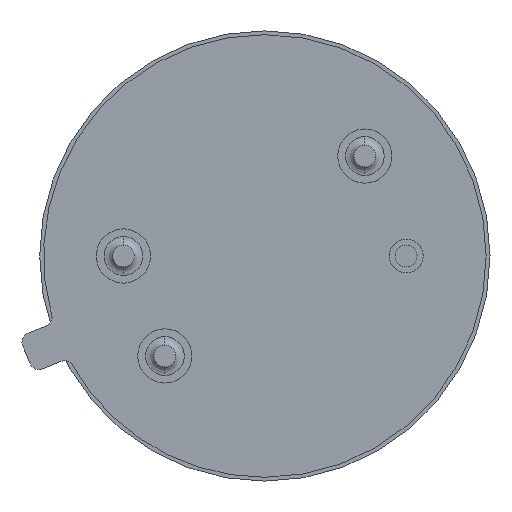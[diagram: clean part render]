
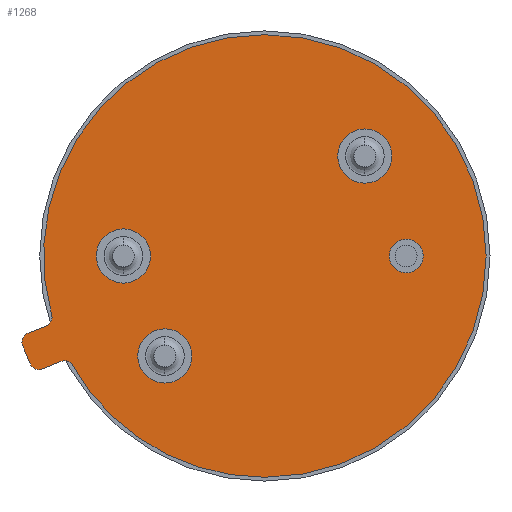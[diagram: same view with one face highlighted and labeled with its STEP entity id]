
A CAD part, front view. The second image highlights one B-rep face of the part: STEP entity #1268.
In plain terms, the highlighted planar face has unit normal (0, -1, 0).
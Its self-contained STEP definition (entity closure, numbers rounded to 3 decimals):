
#735=CARTESIAN_POINT('',(0.,0.,0.));
#736=DIRECTION('',(0.,-1.,0.));
#737=DIRECTION('',(0.,0.,1.));
#738=AXIS2_PLACEMENT_3D('',#735,#736,#737);
#740=CARTESIAN_POINT('',(0.,0.,0.));
#741=DIRECTION('',(0.,-1.,0.));
#742=DIRECTION('',(0.,0.,-1.));
#743=AXIS2_PLACEMENT_3D('',#740,#741,#742);
#745=CARTESIAN_POINT('',(0.,0.,0.));
#746=DIRECTION('',(0.,-1.,0.));
#747=DIRECTION('',(-0.874,0.,-0.486));
#748=AXIS2_PLACEMENT_3D('',#745,#746,#747);
#750=CARTESIAN_POINT('',(-4.135,0.,-2.362));
#751=DIRECTION('',(0.,1.,0.));
#752=DIRECTION('',(0.,0.,1.));
#753=AXIS2_PLACEMENT_3D('',#750,#751,#752);
#755=CARTESIAN_POINT('',(-4.135,0.,-2.362));
#756=DIRECTION('',(0.,1.,0.));
#757=DIRECTION('',(-0.382,0.,0.924));
#758=AXIS2_PLACEMENT_3D('',#755,#756,#757);
#760=DIRECTION('',(0.924,0.,0.382));
#761=VECTOR('',#760,0.406);
#762=CARTESIAN_POINT('',(-4.586,0.,-2.333));
#763=LINE('',#762,#761);
#764=CARTESIAN_POINT('',(-4.663,0.,-2.148));
#765=DIRECTION('',(0.,-1.,0.));
#766=DIRECTION('',(0.,0.,-1.));
#767=AXIS2_PLACEMENT_3D('',#764,#765,#766);
#769=CARTESIAN_POINT('',(-4.663,0.,-2.148));
#770=DIRECTION('',(0.,-1.,0.));
#771=DIRECTION('',(-0.924,0.,-0.383));
#772=AXIS2_PLACEMENT_3D('',#769,#770,#771);
#774=DIRECTION('',(0.383,0.,-0.924));
#775=VECTOR('',#774,0.399);
#776=CARTESIAN_POINT('',(-5.,0.,-1.856));
#777=LINE('',#776,#775);
#778=CARTESIAN_POINT('',(-4.816,0.,-1.78));
#779=DIRECTION('',(0.,-1.,0.));
#780=DIRECTION('',(-0.376,0.,0.927));
#781=AXIS2_PLACEMENT_3D('',#778,#779,#780);
#783=DIRECTION('',(-0.927,0.,-0.376));
#784=VECTOR('',#783,0.403);
#785=CARTESIAN_POINT('',(-4.517,0.,-1.443));
#786=LINE('',#785,#784);
#787=CARTESIAN_POINT('',(-4.592,0.,-1.257));
#788=DIRECTION('',(0.,1.,0.));
#789=DIRECTION('',(1.,0.,-0.022));
#790=AXIS2_PLACEMENT_3D('',#787,#788,#789);
#792=CARTESIAN_POINT('',(2.065,0.,2.065));
#793=DIRECTION('',(0.,1.,0.));
#794=DIRECTION('',(0.,0.,1.));
#795=AXIS2_PLACEMENT_3D('',#792,#793,#794);
#797=CARTESIAN_POINT('',(2.065,0.,2.065));
#798=DIRECTION('',(0.,1.,0.));
#799=DIRECTION('',(0.,0.,-1.));
#800=AXIS2_PLACEMENT_3D('',#797,#798,#799);
#802=CARTESIAN_POINT('',(-2.065,0.,-2.065));
#803=DIRECTION('',(0.,1.,0.));
#804=DIRECTION('',(0.,0.,1.));
#805=AXIS2_PLACEMENT_3D('',#802,#803,#804);
#807=CARTESIAN_POINT('',(-2.065,0.,-2.065));
#808=DIRECTION('',(0.,1.,0.));
#809=DIRECTION('',(0.,0.,-1.));
#810=AXIS2_PLACEMENT_3D('',#807,#808,#809);
#812=CARTESIAN_POINT('',(2.92,0.,0.));
#813=DIRECTION('',(0.,1.,0.));
#814=DIRECTION('',(0.,0.,1.));
#815=AXIS2_PLACEMENT_3D('',#812,#813,#814);
#817=CARTESIAN_POINT('',(2.92,0.,0.));
#818=DIRECTION('',(0.,1.,0.));
#819=DIRECTION('',(0.,0.,-1.));
#820=AXIS2_PLACEMENT_3D('',#817,#818,#819);
#822=CARTESIAN_POINT('',(-2.92,0.,0.));
#823=DIRECTION('',(0.,1.,0.));
#824=DIRECTION('',(0.,0.,1.));
#825=AXIS2_PLACEMENT_3D('',#822,#823,#824);
#827=CARTESIAN_POINT('',(-2.92,0.,0.));
#828=DIRECTION('',(0.,1.,0.));
#829=DIRECTION('',(0.,0.,-1.));
#830=AXIS2_PLACEMENT_3D('',#827,#828,#829);
#977=CARTESIAN_POINT('',(2.065,0.,1.505));
#978=CARTESIAN_POINT('',(2.065,0.,2.625));
#979=VERTEX_POINT('',#977);
#980=VERTEX_POINT('',#978);
#989=CARTESIAN_POINT('',(-2.065,0.,-1.505));
#990=VERTEX_POINT('',#989);
#991=CARTESIAN_POINT('',(-2.065,0.,-2.625));
#992=VERTEX_POINT('',#991);
#997=CARTESIAN_POINT('',(2.92,0.,0.35));
#998=VERTEX_POINT('',#997);
#999=CARTESIAN_POINT('',(2.92,0.,-0.35));
#1000=VERTEX_POINT('',#999);
#1001=CARTESIAN_POINT('',(-2.92,0.,-0.56));
#1002=CARTESIAN_POINT('',(-2.92,0.,0.56));
#1003=VERTEX_POINT('',#1001);
#1004=VERTEX_POINT('',#1002);
#1025=CARTESIAN_POINT('',(0.,0.,-4.57));
#1026=CARTESIAN_POINT('',(0.,0.,4.57));
#1027=VERTEX_POINT('',#1025);
#1028=VERTEX_POINT('',#1026);
#1033=CARTESIAN_POINT('',(-4.392,0.,
-1.262));
#1034=VERTEX_POINT('',#1033);
#1037=CARTESIAN_POINT('',(-3.995,0.,
-2.219));
#1038=VERTEX_POINT('',#1037);
#1041=CARTESIAN_POINT('',(-4.517,0.,-1.443));
#1042=VERTEX_POINT('',#1041);
#1043=CARTESIAN_POINT('',(-4.891,0.,-1.594));
#1044=VERTEX_POINT('',#1043);
#1045=CARTESIAN_POINT('',(-5.,0.,-1.856));
#1046=VERTEX_POINT('',#1045);
#1047=CARTESIAN_POINT('',(-4.848,0.,-2.225));
#1048=VERTEX_POINT('',#1047);
#1049=CARTESIAN_POINT('',(-4.663,0.,-2.348));
#1050=CARTESIAN_POINT('',(-4.586,0.,-2.333));
#1051=VERTEX_POINT('',#1049);
#1052=VERTEX_POINT('',#1050);
#1053=CARTESIAN_POINT('',(-4.211,0.,-2.177));
#1054=VERTEX_POINT('',#1053);
#1055=CARTESIAN_POINT('',(-4.135,0.,-2.162));
#1056=VERTEX_POINT('',#1055);
#1215=CARTESIAN_POINT('',(0.,0.,0.));
#1216=DIRECTION('',(0.,-1.,0.));
#1217=DIRECTION('',(0.,0.,-1.));
#1218=AXIS2_PLACEMENT_3D('',#1215,#1216,#1217);
#1219=PLANE('',#1218);
#1221=ORIENTED_EDGE('',*,*,#1220,.F.);
#1223=ORIENTED_EDGE('',*,*,#1222,.F.);
#1225=ORIENTED_EDGE('',*,*,#1224,.F.);
#1227=ORIENTED_EDGE('',*,*,#1226,.F.);
#1229=ORIENTED_EDGE('',*,*,#1228,.F.);
#1231=ORIENTED_EDGE('',*,*,#1230,.F.);
#1233=ORIENTED_EDGE('',*,*,#1232,.F.);
#1235=ORIENTED_EDGE('',*,*,#1234,.F.);
#1237=ORIENTED_EDGE('',*,*,#1236,.F.);
#1239=ORIENTED_EDGE('',*,*,#1238,.F.);
#1241=ORIENTED_EDGE('',*,*,#1240,.F.);
#1243=ORIENTED_EDGE('',*,*,#1242,.F.);
#1244=EDGE_LOOP('',(#1221,#1223,#1225,#1227,#1229,#1231,#1233,#1235,#1237,#1239,
#1241,#1243));
#1245=FACE_OUTER_BOUND('',#1244,.F.);
#1246=ORIENTED_EDGE('',*,*,#1197,.F.);
#1247=ORIENTED_EDGE('',*,*,#1207,.F.);
#1248=EDGE_LOOP('',(#1246,#1247));
#1249=FACE_BOUND('',#1248,.F.);
#1251=ORIENTED_EDGE('',*,*,#1250,.F.);
#1253=ORIENTED_EDGE('',*,*,#1252,.F.);
#1254=EDGE_LOOP('',(#1251,#1253));
#1255=FACE_BOUND('',#1254,.F.);
#1257=ORIENTED_EDGE('',*,*,#1256,.F.);
#1259=ORIENTED_EDGE('',*,*,#1258,.F.);
#1260=EDGE_LOOP('',(#1257,#1259));
#1261=FACE_BOUND('',#1260,.F.);
#1263=ORIENTED_EDGE('',*,*,#1262,.F.);
#1265=ORIENTED_EDGE('',*,*,#1264,.F.);
#1266=EDGE_LOOP('',(#1263,#1265));
#1267=FACE_BOUND('',#1266,.F.);
#739=CIRCLE('',#738,4.57);
#744=CIRCLE('',#743,4.57);
#749=CIRCLE('',#748,4.57);
#754=CIRCLE('',#753,0.2);
#759=CIRCLE('',#758,0.2);
#768=CIRCLE('',#767,0.2);
#773=CIRCLE('',#772,0.2);
#782=CIRCLE('',#781,0.2);
#791=CIRCLE('',#790,0.2);
#796=CIRCLE('',#795,0.56);
#801=CIRCLE('',#800,0.56);
#806=CIRCLE('',#805,0.56);
#811=CIRCLE('',#810,0.56);
#816=CIRCLE('',#815,0.35);
#821=CIRCLE('',#820,0.35);
#826=CIRCLE('',#825,0.56);
#831=CIRCLE('',#830,0.56);
#1197=EDGE_CURVE('',#980,#979,#796,.T.);
#1207=EDGE_CURVE('',#979,#980,#801,.T.);
#1220=EDGE_CURVE('',#1028,#1034,#739,.T.);
#1222=EDGE_CURVE('',#1027,#1028,#744,.T.);
#1224=EDGE_CURVE('',#1038,#1027,#749,.T.);
#1226=EDGE_CURVE('',#1056,#1038,#754,.T.);
#1228=EDGE_CURVE('',#1054,#1056,#759,.T.);
#1230=EDGE_CURVE('',#1052,#1054,#763,.T.);
#1232=EDGE_CURVE('',#1051,#1052,#768,.T.);
#1234=EDGE_CURVE('',#1048,#1051,#773,.T.);
#1236=EDGE_CURVE('',#1046,#1048,#777,.T.);
#1238=EDGE_CURVE('',#1044,#1046,#782,.T.);
#1240=EDGE_CURVE('',#1042,#1044,#786,.T.);
#1242=EDGE_CURVE('',#1034,#1042,#791,.T.);
#1250=EDGE_CURVE('',#990,#992,#806,.T.);
#1252=EDGE_CURVE('',#992,#990,#811,.T.);
#1256=EDGE_CURVE('',#998,#1000,#816,.T.);
#1258=EDGE_CURVE('',#1000,#998,#821,.T.);
#1262=EDGE_CURVE('',#1004,#1003,#826,.T.);
#1264=EDGE_CURVE('',#1003,#1004,#831,.T.);
#1268=ADVANCED_FACE('',(#1245,#1249,#1255,#1261,#1267),#1219,.T.);
